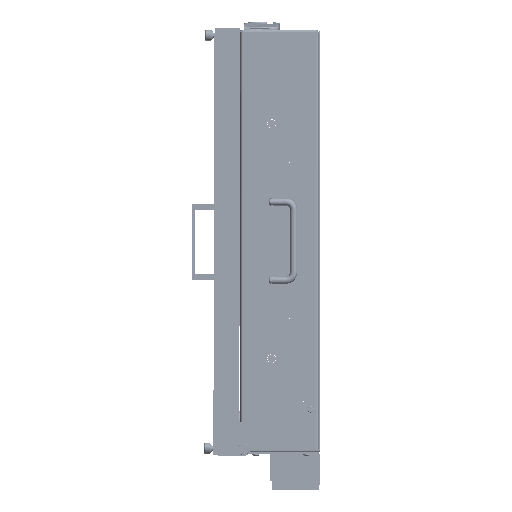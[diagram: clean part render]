
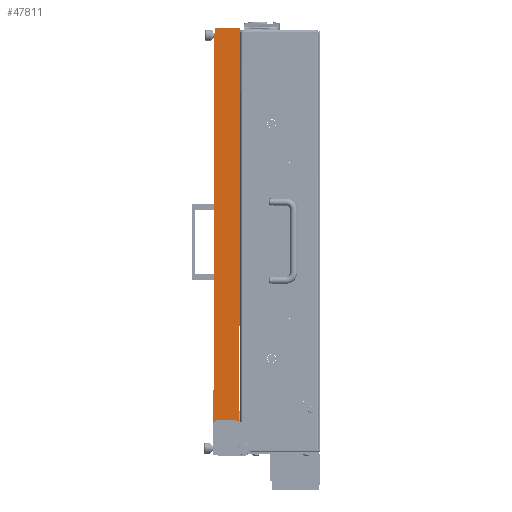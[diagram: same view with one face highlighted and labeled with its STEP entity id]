
A CAD part, left-side view. The second image highlights one B-rep face of the part: STEP entity #47811.
In plain terms, the highlighted planar face has unit normal (-1, 0, 0).
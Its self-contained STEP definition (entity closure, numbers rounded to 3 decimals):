
#1496 = CARTESIAN_POINT ( 'NONE',  ( -327.5, 33., 273. ) ) ;
#5365 = DIRECTION ( 'NONE',  ( -1., 0., 0. ) ) ;
#6601 = EDGE_CURVE ( 'NONE', #151438, #52748, #89113, .T. ) ;
#10195 = VERTEX_POINT ( 'NONE', #60853 ) ;
#18388 = CARTESIAN_POINT ( 'NONE',  ( -327.5, 0., -273. ) ) ;
#31338 = CARTESIAN_POINT ( 'NONE',  ( -327.5, 33., -228. ) ) ;
#34608 = EDGE_CURVE ( 'NONE', #151438, #59794, #109225, .T. ) ;
#41986 = VECTOR ( 'NONE', #146832, 1000. ) ;
#44862 = AXIS2_PLACEMENT_3D ( 'NONE', #188011, #92539, #192998 ) ;
#47811 = ADVANCED_FACE ( 'NONE', ( #65464 ), #142056, .F. ) ;
#52748 = VERTEX_POINT ( 'NONE', #82774 ) ;
#53798 = EDGE_CURVE ( 'NONE', #10195, #216711, #54790, .T. ) ;
#54790 = LINE ( 'NONE', #18388, #123973 ) ;
#59385 = DIRECTION ( 'NONE',  ( 0., 0., -1. ) ) ;
#59794 = VERTEX_POINT ( 'NONE', #190431 ) ;
#60853 = CARTESIAN_POINT ( 'NONE',  ( -327.5, 0., -229.265 ) ) ;
#65464 = FACE_OUTER_BOUND ( 'NONE', #96195, .T. ) ;
#74613 = VECTOR ( 'NONE', #107980, 1000. ) ;
#80408 = CIRCLE ( 'NONE', #216704, 20. ) ;
#82774 = CARTESIAN_POINT ( 'NONE',  ( -327.5, 28., -228. ) ) ;
#84170 = ORIENTED_EDGE ( 'NONE', *, *, #105530, .F. ) ;
#86346 = ORIENTED_EDGE ( 'NONE', *, *, #53798, .T. ) ;
#86856 = DIRECTION ( 'NONE',  ( 1., 0., 0. ) ) ;
#89113 = CIRCLE ( 'NONE', #44862, 5. ) ;
#92539 = DIRECTION ( 'NONE',  ( 1., 0., 0. ) ) ;
#92862 = CARTESIAN_POINT ( 'NONE',  ( -327.5, 33., -273. ) ) ;
#96195 = EDGE_LOOP ( 'NONE', ( #159912, #198056, #86346, #84170, #137191, #215821 ) ) ;
#100167 = EDGE_CURVE ( 'NONE', #162203, #52748, #241129, .T. ) ;
#105530 = EDGE_CURVE ( 'NONE', #59794, #216711, #211262, .T. ) ;
#107980 = DIRECTION ( 'NONE',  ( 0., 0., 1. ) ) ;
#109225 = LINE ( 'NONE', #92862, #74613 ) ;
#113801 = DIRECTION ( 'NONE',  ( 0., 0., 1. ) ) ;
#123973 = VECTOR ( 'NONE', #113801, 1000. ) ;
#126846 = CARTESIAN_POINT ( 'NONE',  ( -327.5, 0., 273. ) ) ;
#129420 = DIRECTION ( 'NONE',  ( 0., 0., -1. ) ) ;
#137191 = ORIENTED_EDGE ( 'NONE', *, *, #34608, .F. ) ;
#140528 = CARTESIAN_POINT ( 'NONE',  ( -327.5, 7., -228. ) ) ;
#140936 = CARTESIAN_POINT ( 'NONE',  ( -327.5, 7., -248. ) ) ;
#142056 = PLANE ( 'NONE',  #214113 ) ;
#146832 = DIRECTION ( 'NONE',  ( 0., 1., 0. ) ) ;
#151438 = VERTEX_POINT ( 'NONE', #169454 ) ;
#159912 = ORIENTED_EDGE ( 'NONE', *, *, #100167, .F. ) ;
#162203 = VERTEX_POINT ( 'NONE', #140528 ) ;
#169454 = CARTESIAN_POINT ( 'NONE',  ( -327.5, 33., -233. ) ) ;
#175632 = EDGE_CURVE ( 'NONE', #10195, #162203, #80408, .T. ) ;
#187326 = VECTOR ( 'NONE', #189915, 1000. ) ;
#188011 = CARTESIAN_POINT ( 'NONE',  ( -327.5, 28., -233. ) ) ;
#189915 = DIRECTION ( 'NONE',  ( 0., -1., 0. ) ) ;
#190431 = CARTESIAN_POINT ( 'NONE',  ( -327.5, 33., 273. ) ) ;
#192998 = DIRECTION ( 'NONE',  ( 0., 0., -1. ) ) ;
#198056 = ORIENTED_EDGE ( 'NONE', *, *, #175632, .F. ) ;
#206073 = CARTESIAN_POINT ( 'NONE',  ( -327.5, 33., -273. ) ) ;
#211262 = LINE ( 'NONE', #1496, #187326 ) ;
#214113 = AXIS2_PLACEMENT_3D ( 'NONE', #206073, #86856, #129420 ) ;
#215821 = ORIENTED_EDGE ( 'NONE', *, *, #6601, .T. ) ;
#216704 = AXIS2_PLACEMENT_3D ( 'NONE', #140936, #5365, #59385 ) ;
#216711 = VERTEX_POINT ( 'NONE', #126846 ) ;
#241129 = LINE ( 'NONE', #31338, #41986 ) ;
